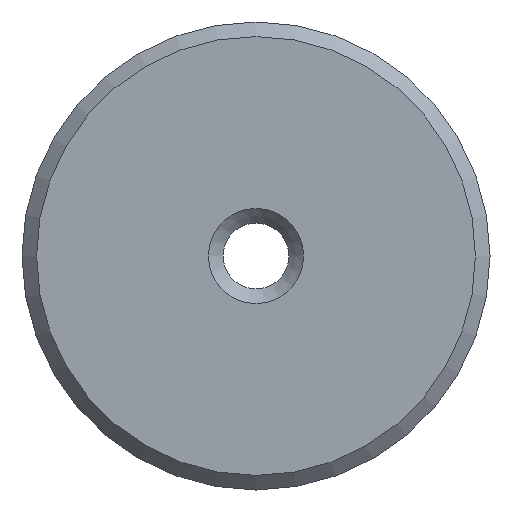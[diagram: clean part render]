
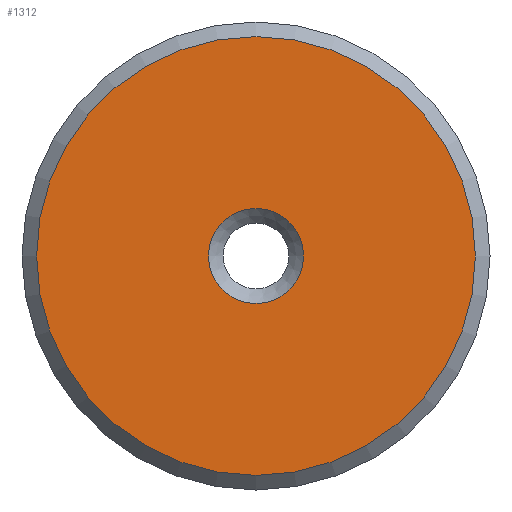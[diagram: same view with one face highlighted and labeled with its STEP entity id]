
A CAD part, front view. The second image highlights one B-rep face of the part: STEP entity #1312.
In plain terms, the highlighted planar face has unit normal (0, -1, 0).
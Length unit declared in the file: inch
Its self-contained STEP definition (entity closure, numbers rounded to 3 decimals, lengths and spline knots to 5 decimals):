
#18=FACE_BOUND('',#170,.T.);
#23=PLANE('',#1399);
#103=FACE_OUTER_BOUND('',#169,.T.);
#169=EDGE_LOOP('',(#1144));
#170=EDGE_LOOP('',(#1145));
#223=CIRCLE('',#1397,0.0975);
#225=CIRCLE('',#1400,0.45);
#579=VERTEX_POINT('',#6150);
#581=VERTEX_POINT('',#6156);
#779=EDGE_CURVE('',#579,#579,#223,.T.);
#782=EDGE_CURVE('',#581,#581,#225,.T.);
#1144=ORIENTED_EDGE('',*,*,#782,.F.);
#1145=ORIENTED_EDGE('',*,*,#779,.F.);
#1312=ADVANCED_FACE('',(#103,#18),#23,.F.);
#1397=AXIS2_PLACEMENT_3D('',#6151,#1575,#1576);
#1399=AXIS2_PLACEMENT_3D('',#6155,#1580,#1581);
#1400=AXIS2_PLACEMENT_3D('',#6157,#1582,#1583);
#1575=DIRECTION('center_axis',(0.,-1.,0.));
#1576=DIRECTION('ref_axis',(1.,0.,0.));
#1580=DIRECTION('center_axis',(0.,1.,0.));
#1581=DIRECTION('ref_axis',(1.,0.,0.));
#1582=DIRECTION('center_axis',(0.,1.,0.));
#1583=DIRECTION('ref_axis',(1.,0.,0.));
#6150=CARTESIAN_POINT('',(-0.0975,0.,0.));
#6151=CARTESIAN_POINT('Origin',(0.,0.,0.));
#6155=CARTESIAN_POINT('Origin',(0.,0.,0.));
#6156=CARTESIAN_POINT('',(-0.45,0.,0.));
#6157=CARTESIAN_POINT('Origin',(0.,0.,0.));
